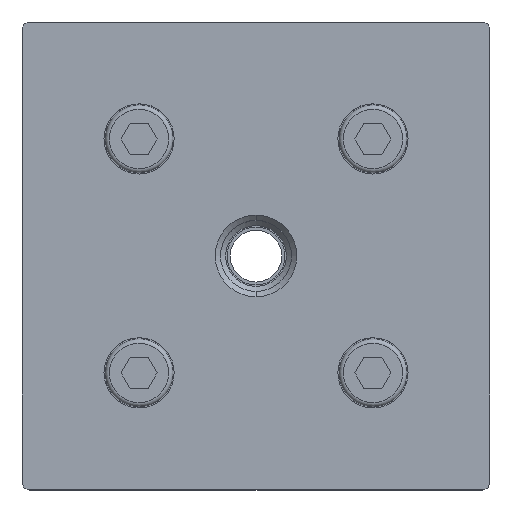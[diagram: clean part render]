
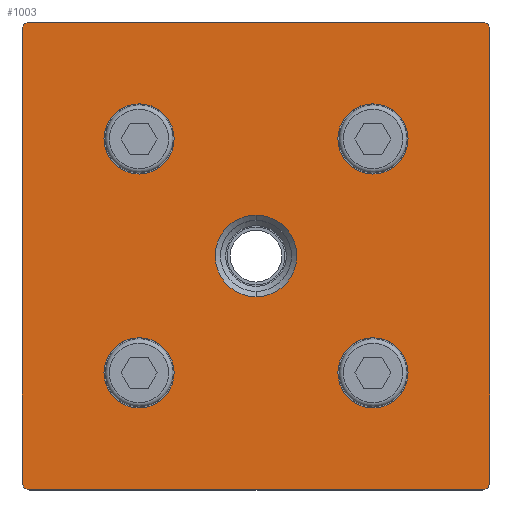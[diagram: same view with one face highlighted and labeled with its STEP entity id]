
A CAD part, top view. The second image highlights one B-rep face of the part: STEP entity #1003.
In plain terms, the highlighted planar face has unit normal (0, 0, 1).
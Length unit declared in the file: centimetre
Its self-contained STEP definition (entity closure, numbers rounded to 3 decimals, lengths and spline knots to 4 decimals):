
#55=FACE_BOUND('',#190,.T.);
#56=FACE_BOUND('',#191,.T.);
#57=FACE_BOUND('',#192,.T.);
#58=FACE_BOUND('',#193,.T.);
#59=FACE_BOUND('',#194,.T.);
#83=PLANE('',#1094);
#123=FACE_OUTER_BOUND('',#189,.T.);
#189=EDGE_LOOP('',(#753,#754,#755,#756,#757,#758,#759,#760));
#190=EDGE_LOOP('',(#761));
#191=EDGE_LOOP('',(#762));
#192=EDGE_LOOP('',(#763));
#193=EDGE_LOOP('',(#764));
#194=EDGE_LOOP('',(#765,#766));
#265=LINE('',#1601,#338);
#266=LINE('',#1605,#339);
#267=LINE('',#1609,#340);
#268=LINE('',#1613,#341);
#338=VECTOR('',#1285,1.);
#339=VECTOR('',#1288,1.);
#340=VECTOR('',#1291,1.);
#341=VECTOR('',#1294,1.);
#399=CIRCLE('',#1051,6.75);
#402=CIRCLE('',#1056,6.75);
#405=CIRCLE('',#1061,6.75);
#408=CIRCLE('',#1066,6.75);
#423=CIRCLE('',#1091,7.858);
#424=CIRCLE('',#1093,7.858);
#425=CIRCLE('',#1095,1.5);
#426=CIRCLE('',#1096,1.5);
#427=CIRCLE('',#1097,1.5);
#428=CIRCLE('',#1098,1.5);
#462=VERTEX_POINT('',#1517);
#465=VERTEX_POINT('',#1526);
#468=VERTEX_POINT('',#1535);
#471=VERTEX_POINT('',#1544);
#486=VERTEX_POINT('',#1591);
#487=VERTEX_POINT('',#1593);
#488=VERTEX_POINT('',#1599);
#489=VERTEX_POINT('',#1600);
#490=VERTEX_POINT('',#1602);
#491=VERTEX_POINT('',#1604);
#492=VERTEX_POINT('',#1606);
#493=VERTEX_POINT('',#1608);
#494=VERTEX_POINT('',#1610);
#495=VERTEX_POINT('',#1612);
#552=EDGE_CURVE('',#462,#462,#399,.T.);
#556=EDGE_CURVE('',#465,#465,#402,.T.);
#560=EDGE_CURVE('',#468,#468,#405,.T.);
#564=EDGE_CURVE('',#471,#471,#408,.T.);
#588=EDGE_CURVE('',#487,#486,#423,.T.);
#589=EDGE_CURVE('',#486,#487,#424,.T.);
#590=EDGE_CURVE('',#488,#489,#265,.T.);
#591=EDGE_CURVE('',#489,#490,#425,.T.);
#592=EDGE_CURVE('',#490,#491,#266,.T.);
#593=EDGE_CURVE('',#491,#492,#426,.T.);
#594=EDGE_CURVE('',#492,#493,#267,.T.);
#595=EDGE_CURVE('',#493,#494,#427,.T.);
#596=EDGE_CURVE('',#494,#495,#268,.T.);
#597=EDGE_CURVE('',#495,#488,#428,.T.);
#753=ORIENTED_EDGE('',*,*,#590,.T.);
#754=ORIENTED_EDGE('',*,*,#591,.T.);
#755=ORIENTED_EDGE('',*,*,#592,.T.);
#756=ORIENTED_EDGE('',*,*,#593,.T.);
#757=ORIENTED_EDGE('',*,*,#594,.T.);
#758=ORIENTED_EDGE('',*,*,#595,.T.);
#759=ORIENTED_EDGE('',*,*,#596,.T.);
#760=ORIENTED_EDGE('',*,*,#597,.T.);
#761=ORIENTED_EDGE('',*,*,#552,.T.);
#762=ORIENTED_EDGE('',*,*,#556,.T.);
#763=ORIENTED_EDGE('',*,*,#560,.T.);
#764=ORIENTED_EDGE('',*,*,#564,.T.);
#765=ORIENTED_EDGE('',*,*,#588,.F.);
#766=ORIENTED_EDGE('',*,*,#589,.F.);
#1003=ADVANCED_FACE('',(#123,#55,#56,#57,#58,#59),#83,.T.);
#1051=AXIS2_PLACEMENT_3D('',#1518,#1185,#1186);
#1056=AXIS2_PLACEMENT_3D('',#1527,#1196,#1197);
#1061=AXIS2_PLACEMENT_3D('',#1536,#1207,#1208);
#1066=AXIS2_PLACEMENT_3D('',#1545,#1218,#1219);
#1091=AXIS2_PLACEMENT_3D('',#1595,#1277,#1278);
#1093=AXIS2_PLACEMENT_3D('',#1597,#1281,#1282);
#1094=AXIS2_PLACEMENT_3D('',#1598,#1283,#1284);
#1095=AXIS2_PLACEMENT_3D('',#1603,#1286,#1287);
#1096=AXIS2_PLACEMENT_3D('',#1607,#1289,#1290);
#1097=AXIS2_PLACEMENT_3D('',#1611,#1292,#1293);
#1098=AXIS2_PLACEMENT_3D('',#1614,#1295,#1296);
#1185=DIRECTION('center_axis',(0.,0.,-1.));
#1186=DIRECTION('ref_axis',(1.,0.,0.));
#1196=DIRECTION('center_axis',(0.,0.,-1.));
#1197=DIRECTION('ref_axis',(1.,0.,0.));
#1207=DIRECTION('center_axis',(0.,0.,-1.));
#1208=DIRECTION('ref_axis',(1.,0.,0.));
#1218=DIRECTION('center_axis',(0.,0.,-1.));
#1219=DIRECTION('ref_axis',(1.,0.,0.));
#1277=DIRECTION('center_axis',(0.,0.,1.));
#1278=DIRECTION('ref_axis',(0.,1.,0.));
#1281=DIRECTION('center_axis',(0.,0.,1.));
#1282=DIRECTION('ref_axis',(0.,1.,0.));
#1283=DIRECTION('center_axis',(0.,0.,1.));
#1284=DIRECTION('ref_axis',(1.,0.,0.));
#1285=DIRECTION('',(1.,0.,0.));
#1286=DIRECTION('center_axis',(0.,0.,1.));
#1287=DIRECTION('ref_axis',(0.,-1.,0.));
#1288=DIRECTION('',(0.,1.,0.));
#1289=DIRECTION('center_axis',(0.,0.,1.));
#1290=DIRECTION('ref_axis',(1.,0.,0.));
#1291=DIRECTION('',(-1.,0.,0.));
#1292=DIRECTION('center_axis',(0.,0.,1.));
#1293=DIRECTION('ref_axis',(0.,1.,0.));
#1294=DIRECTION('',(0.,-1.,0.));
#1295=DIRECTION('center_axis',(0.,0.,1.));
#1296=DIRECTION('ref_axis',(-1.,0.,0.));
#1517=CARTESIAN_POINT('',(60.75,67.5,17.));
#1518=CARTESIAN_POINT('Origin',(67.5,67.5,17.));
#1526=CARTESIAN_POINT('',(15.75,22.5,17.));
#1527=CARTESIAN_POINT('Origin',(22.5,22.5,17.));
#1535=CARTESIAN_POINT('',(15.75,67.5,17.));
#1536=CARTESIAN_POINT('Origin',(22.5,67.5,17.));
#1544=CARTESIAN_POINT('',(60.75,22.5,17.));
#1545=CARTESIAN_POINT('Origin',(67.5,22.5,17.));
#1591=CARTESIAN_POINT('',(45.,52.858,17.));
#1593=CARTESIAN_POINT('',(45.,37.142,17.));
#1595=CARTESIAN_POINT('Origin',(45.,45.,17.));
#1597=CARTESIAN_POINT('Origin',(45.,45.,17.));
#1598=CARTESIAN_POINT('Origin',(45.,45.,17.));
#1599=CARTESIAN_POINT('',(1.5,0.,17.));
#1600=CARTESIAN_POINT('',(88.5,0.,17.));
#1601=CARTESIAN_POINT('',(1.5,0.,17.));
#1602=CARTESIAN_POINT('',(90.,1.5,17.));
#1603=CARTESIAN_POINT('Origin',(88.5,1.5,17.));
#1604=CARTESIAN_POINT('',(90.,88.5,17.));
#1605=CARTESIAN_POINT('',(90.,1.5,17.));
#1606=CARTESIAN_POINT('',(88.5,90.,17.));
#1607=CARTESIAN_POINT('Origin',(88.5,88.5,17.));
#1608=CARTESIAN_POINT('',(1.5,90.,17.));
#1609=CARTESIAN_POINT('',(88.5,90.,17.));
#1610=CARTESIAN_POINT('',(0.,88.5,17.));
#1611=CARTESIAN_POINT('Origin',(1.5,88.5,17.));
#1612=CARTESIAN_POINT('',(0.,1.5,17.));
#1613=CARTESIAN_POINT('',(0.,88.5,17.));
#1614=CARTESIAN_POINT('Origin',(1.5,1.5,17.));
